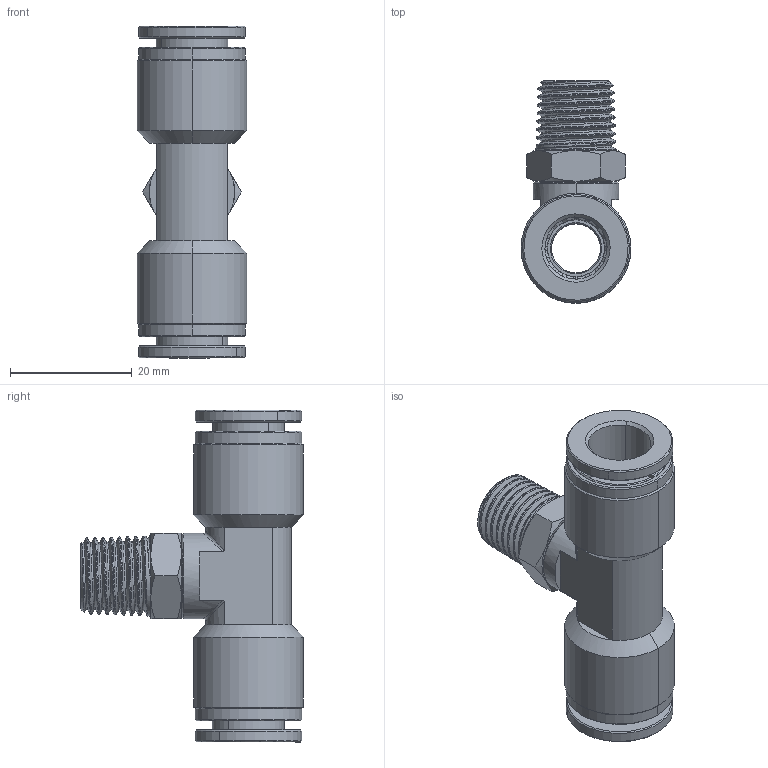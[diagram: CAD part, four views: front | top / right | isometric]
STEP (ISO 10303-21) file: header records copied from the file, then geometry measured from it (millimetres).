
FILE_DESCRIPTION (( 'STEP AP214' ), '1' );
FILE_NAME ('BTS10R1-4W.STEP', '2018-07-24T19:27:33', ( '' ), ( '' ), 'SwSTEP 2.0', 'SolidWorks 2016', '' );
FILE_SCHEMA (( 'AUTOMOTIVE_DESIGN' ));
Length unit declared in the file: millimetre
Products named in the file (1): BTS10R1-4W
Bounding box: 18 x 36.5 x 54.44 mm (x, y, z)
Volume: 8295.4 mm3; surface area: 13805.3 mm2
Topology: 12 solids, 12 shells, 973 faces, 2705 edges, 1768 vertices
Faces by surface type: plane 348, cone 306, bspline 162, cylinder 153, torus 4
Entity records: 53522 total; most frequent: CARTESIAN_POINT 19984, ORIENTED_EDGE 5410, DIRECTION 3932, EDGE_CURVE 2705, VERTEX_POINT 1768, AXIS2_PLACEMENT_3D 1578, B_SPLINE_CURVE_WITH_KNOTS 1133, EDGE_LOOP 1011
